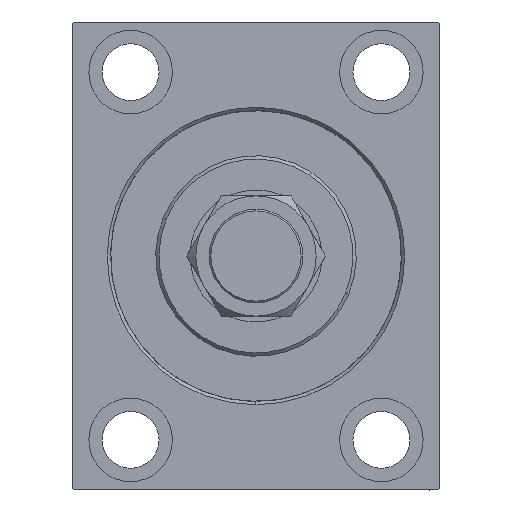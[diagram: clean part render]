
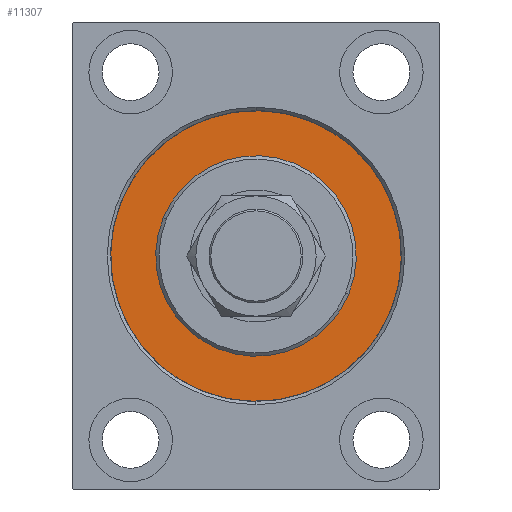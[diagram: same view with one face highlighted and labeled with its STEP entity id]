
A CAD part, left-side view. The second image highlights one B-rep face of the part: STEP entity #11307.
In plain terms, the highlighted face is planar.
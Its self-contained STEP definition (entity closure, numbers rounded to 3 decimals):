
#736 = DIRECTION ( 'NONE',  ( -1., 0., 0. ) ) ;
#3708 = CIRCLE ( 'NONE', #33973, 30. ) ;
#4169 = EDGE_CURVE ( 'NONE', #35942, #39860, #28187, .T. ) ;
#5505 = DIRECTION ( 'NONE',  ( 1., 0., 0. ) ) ;
#5890 = FACE_OUTER_BOUND ( 'NONE', #33358, .T. ) ;
#7728 = EDGE_LOOP ( 'NONE', ( #12841, #27885 ) ) ;
#8399 = DIRECTION ( 'NONE',  ( 0., 0., -1. ) ) ;
#8453 = VERTEX_POINT ( 'NONE', #34753 ) ;
#8973 = AXIS2_PLACEMENT_3D ( 'NONE', #22842, #5505, #16361 ) ;
#9547 = ORIENTED_EDGE ( 'NONE', *, *, #16347, .F. ) ;
#9832 = FACE_BOUND ( 'NONE', #7728, .T. ) ;
#10692 = DIRECTION ( 'NONE',  ( -1., 0., 0. ) ) ;
#11307 = ADVANCED_FACE ( 'NONE', ( #9832, #5890 ), #34562, .F. ) ;
#11490 = CARTESIAN_POINT ( 'NONE',  ( 0., 0., -43.5 ) ) ;
#11605 = AXIS2_PLACEMENT_3D ( 'NONE', #21782, #736, #35432 ) ;
#12841 = ORIENTED_EDGE ( 'NONE', *, *, #4169, .F. ) ;
#13449 = EDGE_CURVE ( 'NONE', #34508, #8453, #18101, .T. ) ;
#15306 = CARTESIAN_POINT ( 'NONE',  ( 0., 0., 30. ) ) ;
#16347 = EDGE_CURVE ( 'NONE', #8453, #34508, #30063, .T. ) ;
#16361 = DIRECTION ( 'NONE',  ( 0., 0., -1. ) ) ;
#18101 = CIRCLE ( 'NONE', #43953, 43.5 ) ;
#19024 = DIRECTION ( 'NONE',  ( 1., 0., 0. ) ) ;
#21782 = CARTESIAN_POINT ( 'NONE',  ( 0., 0., 0. ) ) ;
#22842 = CARTESIAN_POINT ( 'NONE',  ( 0., 0., 0. ) ) ;
#23073 = ORIENTED_EDGE ( 'NONE', *, *, #13449, .F. ) ;
#23919 = CARTESIAN_POINT ( 'NONE',  ( 0., 0., 0. ) ) ;
#27885 = ORIENTED_EDGE ( 'NONE', *, *, #36549, .F. ) ;
#28187 = CIRCLE ( 'NONE', #8973, 30. ) ;
#28277 = CARTESIAN_POINT ( 'NONE',  ( 0., 0., 0. ) ) ;
#30063 = CIRCLE ( 'NONE', #11605, 43.5 ) ;
#31826 = CARTESIAN_POINT ( 'NONE',  ( 0., 0., 0. ) ) ;
#33358 = EDGE_LOOP ( 'NONE', ( #23073, #9547 ) ) ;
#33973 = AXIS2_PLACEMENT_3D ( 'NONE', #31826, #19024, #8399 ) ;
#34508 = VERTEX_POINT ( 'NONE', #11490 ) ;
#34562 = PLANE ( 'NONE',  #43157 ) ;
#34753 = CARTESIAN_POINT ( 'NONE',  ( 0., 0., 43.5 ) ) ;
#35432 = DIRECTION ( 'NONE',  ( 0., 0., 1. ) ) ;
#35942 = VERTEX_POINT ( 'NONE', #15306 ) ;
#36549 = EDGE_CURVE ( 'NONE', #39860, #35942, #3708, .T. ) ;
#38033 = DIRECTION ( 'NONE',  ( -1., 0., 0. ) ) ;
#38902 = DIRECTION ( 'NONE',  ( 0., 0., 1. ) ) ;
#39860 = VERTEX_POINT ( 'NONE', #41287 ) ;
#41287 = CARTESIAN_POINT ( 'NONE',  ( 0., 0., -30. ) ) ;
#43157 = AXIS2_PLACEMENT_3D ( 'NONE', #23919, #38033, #45421 ) ;
#43953 = AXIS2_PLACEMENT_3D ( 'NONE', #28277, #10692, #38902 ) ;
#45421 = DIRECTION ( 'NONE',  ( 0., 0., 1. ) ) ;
